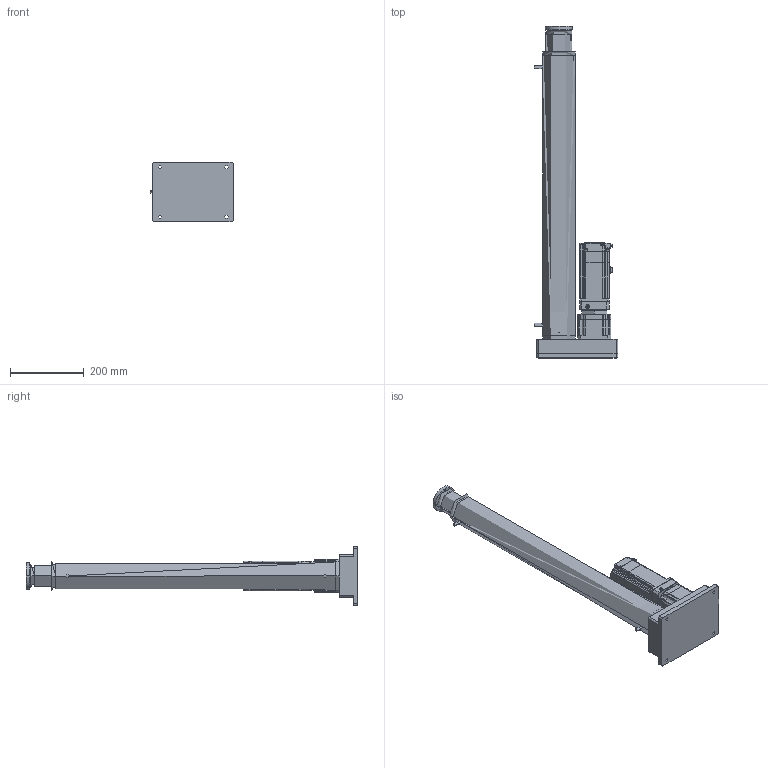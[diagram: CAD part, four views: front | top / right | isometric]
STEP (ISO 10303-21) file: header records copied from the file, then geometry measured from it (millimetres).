
FILE_DESCRIPTION (( 'STEP AP203' ), '1' );
FILE_NAME ('240510-HY-88缸多节缸折叠1300行程装配体.STEP', '2024-05-10T00:40:03', ( '微软用户' ), ( '微软中国' ), 'SwSTEP 2.0', 'SolidWorks 2016', '' );
FILE_SCHEMA (( 'CONFIG_CONTROL_DESIGN' ));
Length unit declared in the file: millimetre
Products named in the file (8): 复件 240111-TB-88多节缸第二节缸筒^240510-HY-88缸多节缸折叠1300行程装配体; MS6H-80CS(M)30BZ3-21P0; 240510-HY-88缸多节缸折叠1300行程装配体; 复件 240111-TB-88多节缸箱体盖板^240510-HY-88缸多节缸折叠1300行程装配体; PGH90-L1-19-70-90-M6-A22; 复件 240111-TB-88多节缸轴承座^240510-HY-88缸多节缸折叠1300行程装配体; 复件 240111-TB-88多节缸第三节缸筒^240510-HY-88缸多节缸折叠1300行程装配体; 复件 240111-TB-88多节缸第一节缸筒^240510-HY-88缸多节缸折叠1300行程装配体
Assembly tree (7 placements, depth 2):
  240510-HY-88缸多节缸折叠1300行程装配体
    复件 240111-TB-88多节缸箱体盖板^240510-HY-88缸多节缸折叠1300行程装配体
    复件 240111-TB-88多节缸轴承座^240510-HY-88缸多节缸折叠1300行程装配体
    复件 240111-TB-88多节缸第二节缸筒^240510-HY-88缸多节缸折叠1300行程装配体
    复件 240111-TB-88多节缸第三节缸筒^240510-HY-88缸多节缸折叠1300行程装配体
    复件 240111-TB-88多节缸第一节缸筒^240510-HY-88缸多节缸折叠1300行程装配体
    PGH90-L1-19-70-90-M6-A22
    MS6H-80CS(M)30BZ3-21P0
Bounding box: 227 x 900 x 160 mm (x, y, z)
Volume: 4070634.1 mm3
Topology: 25 solids, 80 shells, 1441 faces, 3824 edges, 2507 vertices
Faces by surface type: cylinder 591, plane 587, bspline 160, cone 95, torus 8
Entity records: 54256 total; most frequent: CARTESIAN_POINT 18538, DIRECTION 7238, ORIENTED_EDGE 6970, EDGE_CURVE 3792, AXIS2_PLACEMENT_3D 2642, VERTEX_POINT 2511, VECTOR 1954, LINE 1954
